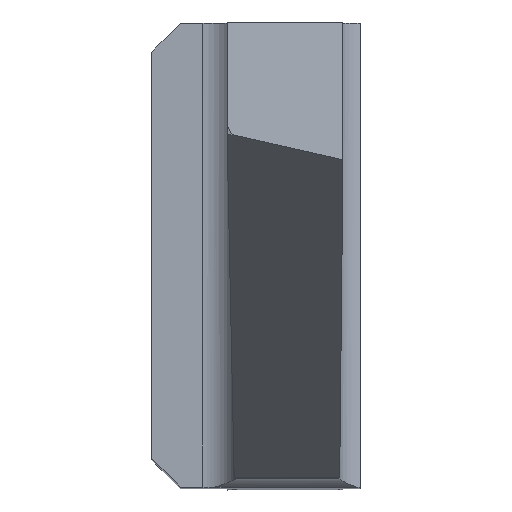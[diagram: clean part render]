
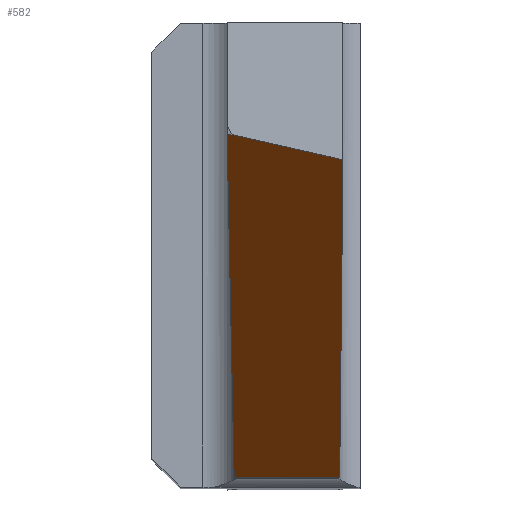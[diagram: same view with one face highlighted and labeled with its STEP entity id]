
A CAD part, top view. The second image highlights one B-rep face of the part: STEP entity #582.
In plain terms, the highlighted planar face has unit normal (0, -0.766, 0.643).
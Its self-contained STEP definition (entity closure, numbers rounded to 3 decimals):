
#14 = CARTESIAN_POINT ( 'NONE',  ( 3.6, 2.056, 19.977 ) ) ;
#16 = VERTEX_POINT ( 'NONE', #1122 ) ;
#29 = CARTESIAN_POINT ( 'NONE',  ( 3.6, -3.85, 12.938 ) ) ;
#67 = VERTEX_POINT ( 'NONE', #759 ) ;
#75 = DIRECTION ( 'NONE',  ( 0., 0.766, -0.643 ) ) ;
#98 = CARTESIAN_POINT ( 'NONE',  ( 3.3, 1.626, 19.464 ) ) ;
#119 = VERTEX_POINT ( 'NONE', #964 ) ;
#169 = EDGE_CURVE ( 'NONE', #481, #119, #1134, .T. ) ;
#170 = VERTEX_POINT ( 'NONE', #850 ) ;
#220 = EDGE_LOOP ( 'NONE', ( #739, #818, #573, #496, #424, #432 ) ) ;
#259 = EDGE_CURVE ( 'NONE', #16, #119, #1074, .T. ) ;
#270 = CARTESIAN_POINT ( 'NONE',  ( 3.3, 1.626, 19.464 ) ) ;
#274 = VERTEX_POINT ( 'NONE', #949 ) ;
#338 = EDGE_CURVE ( 'NONE', #274, #481, #1048, .T. ) ;
#399 = EDGE_CURVE ( 'NONE', #170, #67, #1226, .T. ) ;
#424 = ORIENTED_EDGE ( 'NONE', *, *, #399, .T. ) ;
#432 = ORIENTED_EDGE ( 'NONE', *, *, #1121, .F. ) ;
#469 = VECTOR ( 'NONE', #936, 1000. ) ;
#472 = LINE ( 'NONE', #946, #469 ) ;
#481 = VERTEX_POINT ( 'NONE', #488 ) ;
#483 = DIRECTION ( 'NONE',  ( 0.007, 0.643, 0.766 ) ) ;
#488 = CARTESIAN_POINT ( 'NONE',  ( 1.3, 2.056, 19.977 ) ) ;
#496 = ORIENTED_EDGE ( 'NONE', *, *, #943, .T. ) ;
#497 = AXIS2_PLACEMENT_3D ( 'NONE', #1085, #75, #1127 ) ;
#573 = ORIENTED_EDGE ( 'NONE', *, *, #259, .F. ) ;
#582 = ADVANCED_FACE ( 'NONE', ( #913 ), #1090, .F. ) ;
#651 = LINE ( 'NONE', #784, #814 ) ;
#739 = ORIENTED_EDGE ( 'NONE', *, *, #338, .T. ) ;
#759 = CARTESIAN_POINT ( 'NONE',  ( 3.299, 1.626, 19.464 ) ) ;
#784 = CARTESIAN_POINT ( 'NONE',  ( 3.304, 2.058, 19.978 ) ) ;
#809 = CARTESIAN_POINT ( 'NONE',  ( 1.301, 2.037, 19.953 ) ) ;
#814 = VECTOR ( 'NONE', #483, 1000. ) ;
#818 = ORIENTED_EDGE ( 'NONE', *, *, #169, .T. ) ;
#845 = DIRECTION ( 'NONE',  ( 0.013, -0.643, -0.766 ) ) ;
#850 = CARTESIAN_POINT ( 'NONE',  ( 3.3, 1.625, 19.463 ) ) ;
#913 = FACE_OUTER_BOUND ( 'NONE', #220, .T. ) ;
#936 = DIRECTION ( 'NONE',  ( 0.944, -0.212, -0.253 ) ) ;
#943 = EDGE_CURVE ( 'NONE', #16, #170, #651, .T. ) ;
#946 = CARTESIAN_POINT ( 'NONE',  ( 3.359, 1.613, 19.448 ) ) ;
#949 = CARTESIAN_POINT ( 'NONE',  ( 1.386, 2.056, 19.977 ) ) ;
#964 = CARTESIAN_POINT ( 'NONE',  ( 1.423, -3.85, 12.938 ) ) ;
#979 = CARTESIAN_POINT ( 'NONE',  ( 3.299, 1.626, 19.464 ) ) ;
#1042 = VECTOR ( 'NONE', #1061, 1000. ) ;
#1048 = LINE ( 'NONE', #14, #1042 ) ;
#1059 = VECTOR ( 'NONE', #1218, 1000. ) ;
#1061 = DIRECTION ( 'NONE',  ( -1., 0., 0. ) ) ;
#1074 = LINE ( 'NONE', #29, #1059 ) ;
#1085 = CARTESIAN_POINT ( 'NONE',  ( 3.6, 2.056, 19.977 ) ) ;
#1090 = PLANE ( 'NONE',  #497 ) ;
#1121 = EDGE_CURVE ( 'NONE', #274, #67, #472, .T. ) ;
#1122 = CARTESIAN_POINT ( 'NONE',  ( 3.243, -3.85, 12.938 ) ) ;
#1127 = DIRECTION ( 'NONE',  ( 0., 0.643, 0.766 ) ) ;
#1131 = VECTOR ( 'NONE', #845, 1000. ) ;
#1134 = LINE ( 'NONE', #809, #1131 ) ;
#1218 = DIRECTION ( 'NONE',  ( -1., 0., 0. ) ) ;
#1221 = CARTESIAN_POINT ( 'NONE',  ( 3.3, 1.625, 19.463 ) ) ;
#1226 =( BOUNDED_CURVE ( )  B_SPLINE_CURVE ( 3, ( #1221, #270, #98, #979 ),
 .UNSPECIFIED., .F., .F. ) 
 B_SPLINE_CURVE_WITH_KNOTS ( ( 4, 4 ),
 ( 4.704, 6.021 ),
 .UNSPECIFIED. ) 
 CURVE ( )  GEOMETRIC_REPRESENTATION_ITEM ( )  RATIONAL_B_SPLINE_CURVE ( ( 1., 0.86, 0.86, 1. ) ) 
 REPRESENTATION_ITEM ( '' )  );
